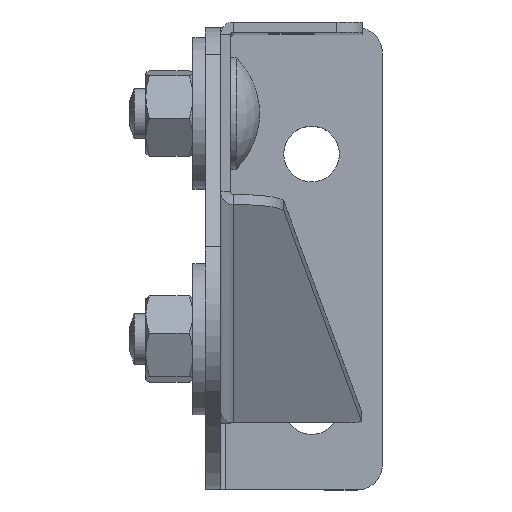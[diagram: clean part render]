
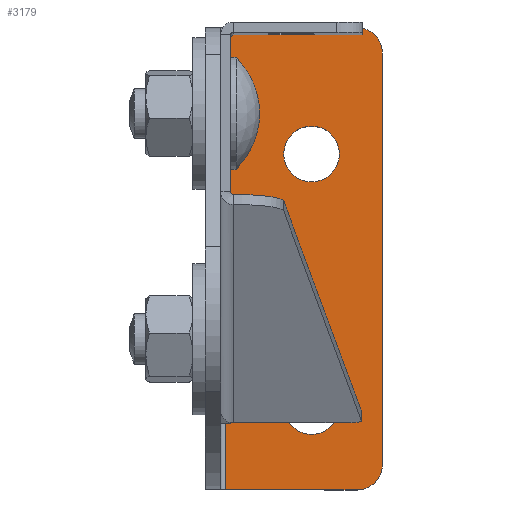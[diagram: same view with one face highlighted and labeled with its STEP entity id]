
A CAD part, top view. The second image highlights one B-rep face of the part: STEP entity #3179.
In plain terms, the highlighted planar face has unit normal (0, 0, 1).
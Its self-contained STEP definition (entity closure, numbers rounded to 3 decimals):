
#117=FACE_BOUND('',#451,.T.);
#118=FACE_BOUND('',#452,.T.);
#159=PLANE('',#3502);
#265=FACE_OUTER_BOUND('',#450,.T.);
#450=EDGE_LOOP('',(#2267,#2268,#2269,#2270,#2271,#2272));
#451=EDGE_LOOP('',(#2273));
#452=EDGE_LOOP('',(#2274));
#637=LINE('',#4795,#924);
#643=LINE('',#4820,#930);
#671=LINE('',#4913,#958);
#672=LINE('',#4915,#959);
#924=VECTOR('',#3812,10.);
#930=VECTOR('',#3836,10.);
#958=VECTOR('',#3940,10.);
#959=VECTOR('',#3943,10.);
#1207=CIRCLE('',#3451,5.);
#1214=CIRCLE('',#3461,5.);
#1215=CIRCLE('',#3464,5.5);
#1216=CIRCLE('',#3466,5.5);
#1363=VERTEX_POINT('',#4782);
#1364=VERTEX_POINT('',#4783);
#1368=VERTEX_POINT('',#4793);
#1376=VERTEX_POINT('',#4813);
#1377=VERTEX_POINT('',#4814);
#1378=VERTEX_POINT('',#4819);
#1379=VERTEX_POINT('',#4823);
#1380=VERTEX_POINT('',#4827);
#1668=EDGE_CURVE('',#1363,#1364,#1207,.T.);
#1674=EDGE_CURVE('',#1368,#1363,#637,.T.);
#1683=EDGE_CURVE('',#1376,#1377,#1214,.T.);
#1686=EDGE_CURVE('',#1377,#1378,#643,.T.);
#1689=EDGE_CURVE('',#1379,#1379,#1215,.T.);
#1691=EDGE_CURVE('',#1380,#1380,#1216,.T.);
#1733=EDGE_CURVE('',#1368,#1378,#671,.T.);
#1734=EDGE_CURVE('',#1364,#1376,#672,.T.);
#2267=ORIENTED_EDGE('',*,*,#1668,.F.);
#2268=ORIENTED_EDGE('',*,*,#1674,.F.);
#2269=ORIENTED_EDGE('',*,*,#1733,.T.);
#2270=ORIENTED_EDGE('',*,*,#1686,.F.);
#2271=ORIENTED_EDGE('',*,*,#1683,.F.);
#2272=ORIENTED_EDGE('',*,*,#1734,.F.);
#2273=ORIENTED_EDGE('',*,*,#1689,.T.);
#2274=ORIENTED_EDGE('',*,*,#1691,.T.);
#3179=ADVANCED_FACE('',(#265,#117,#118),#159,.T.);
#3451=AXIS2_PLACEMENT_3D('',#4784,#3802,#3803);
#3461=AXIS2_PLACEMENT_3D('',#4815,#3830,#3831);
#3464=AXIS2_PLACEMENT_3D('',#4825,#3841,#3842);
#3466=AXIS2_PLACEMENT_3D('',#4829,#3846,#3847);
#3502=AXIS2_PLACEMENT_3D('',#4916,#3944,#3945);
#3802=DIRECTION('center_axis',(0.,0.,-1.));
#3803=DIRECTION('ref_axis',(0.707,0.707,0.));
#3812=DIRECTION('',(1.,0.,0.));
#3830=DIRECTION('center_axis',(0.,0.,-1.));
#3831=DIRECTION('ref_axis',(0.707,-0.707,0.));
#3836=DIRECTION('',(-1.,0.,0.));
#3841=DIRECTION('center_axis',(0.,0.,-1.));
#3842=DIRECTION('ref_axis',(-1.,0.,0.));
#3846=DIRECTION('center_axis',(0.,0.,-1.));
#3847=DIRECTION('ref_axis',(-1.,0.,0.));
#3940=DIRECTION('',(0.,-1.,0.));
#3943=DIRECTION('',(0.,-1.,0.));
#3944=DIRECTION('center_axis',(0.,0.,1.));
#3945=DIRECTION('ref_axis',(1.,0.,0.));
#4782=CARTESIAN_POINT('',(12.5,45.75,3.));
#4783=CARTESIAN_POINT('',(17.5,40.75,3.));
#4784=CARTESIAN_POINT('Origin',(12.5,40.75,3.));
#4793=CARTESIAN_POINT('',(-13.5,45.75,3.));
#4795=CARTESIAN_POINT('',(-17.5,45.75,3.));
#4813=CARTESIAN_POINT('',(17.5,-40.75,3.));
#4814=CARTESIAN_POINT('',(12.5,-45.75,3.));
#4815=CARTESIAN_POINT('Origin',(12.5,-40.75,3.));
#4819=CARTESIAN_POINT('',(-13.5,-45.75,3.));
#4820=CARTESIAN_POINT('',(17.5,-45.75,3.));
#4823=CARTESIAN_POINT('',(9.,-29.25,3.));
#4825=CARTESIAN_POINT('Origin',(3.5,-29.25,3.));
#4827=CARTESIAN_POINT('',(9.,20.75,3.));
#4829=CARTESIAN_POINT('Origin',(3.5,20.75,3.));
#4913=CARTESIAN_POINT('',(-13.5,-22.875,3.));
#4915=CARTESIAN_POINT('',(17.5,45.75,3.));
#4916=CARTESIAN_POINT('Origin',(0.,0.,3.));
